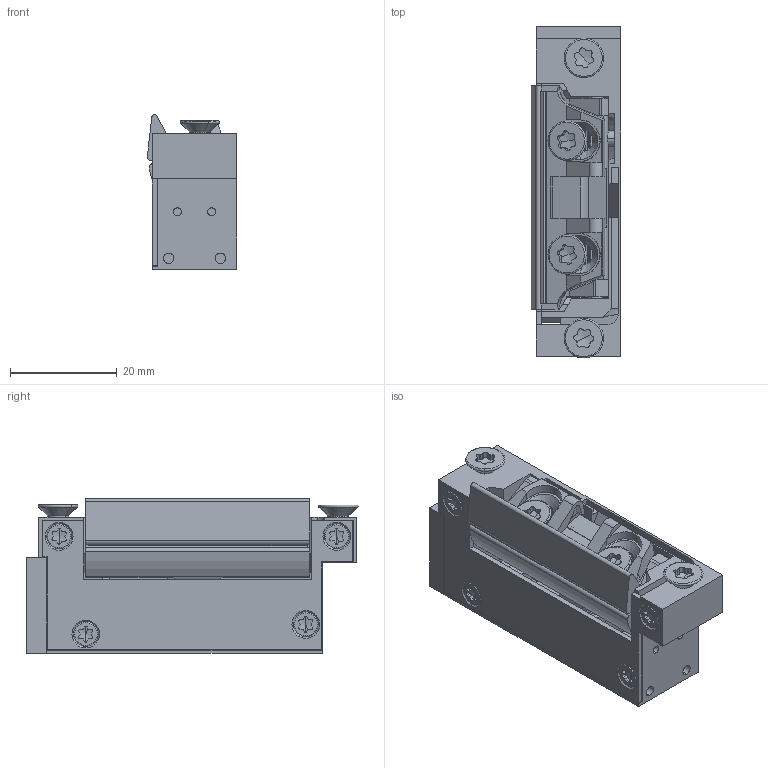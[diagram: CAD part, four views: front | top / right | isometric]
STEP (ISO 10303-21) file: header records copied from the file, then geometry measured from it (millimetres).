
FILE_DESCRIPTION (( 'STEP AP214' ), '1' );
FILE_NAME ('SEM1B.STEP', '2021-07-30T11:59:00', ( '' ), ( '' ), 'SwSTEP 2.0', 'SolidWorks 2020', '' );
FILE_SCHEMA (( 'AUTOMOTIVE_DESIGN' ));
Length unit declared in the file: millimetre
Products named in the file (13): EP0067-BLUE TERMINAL BLOCK ASSEMBLY; MP0223-LATCH; FP0058-ISO14581 M4 x 8; FP0057-ISO14581 M2.5 x 5; MP0214-CASING; PP0046-BLUE TERMINAL BLOCK_MODIFICATION; FP0060-TB INSERT NUTM3_SERTI; SEM1B; MP0219-COVER; ISO 7045 - M3 x 5 - Z --- 5C_ISO 7045 - M3 x 5 - Z --- 5C; MP0215-LATCH AXIS; EP0072-VARISTOR; MP0222-LATCH SUPPORT 1 (FAIL SECURE)
Assembly tree (26 placements, depth 3):
  SEM1B
    MP0214-CASING
    FP0057-ISO14581 M2.5 x 5  x6
    EP0067-BLUE TERMINAL BLOCK ASSEMBLY
      PP0046-BLUE TERMINAL BLOCK_MODIFICATION
      FP0060-TB INSERT NUTM3_SERTI  x4
      ISO 7045 - M3 x 5 - Z --- 5C_ISO 7045 - M3 x 5 - Z --- 5C  x4
      EP0072-VARISTOR
    MP0215-LATCH AXIS
    MP0222-LATCH SUPPORT 1 (FAIL SECURE)
    MP0223-LATCH
    FP0058-ISO14581 M4 x 8  x4
    MP0219-COVER
Bounding box: 16.74 x 62.18 x 28.94 mm (x, y, z)
Volume: 13148.4 mm3; surface area: 18013.6 mm2
Topology: 25 solids, 25 shells, 1780 faces, 4675 edges, 3001 vertices
Faces by surface type: plane 1000, cylinder 453, cone 244, torus 64, sphere 12, bspline 7
Entity records: 38831 total; most frequent: CARTESIAN_POINT 8276, ORIENTED_EDGE 6428, DIRECTION 6012, EDGE_CURVE 3214, VERTEX_POINT 2089, VECTOR 2030, LINE 2030, AXIS2_PLACEMENT_3D 1991
